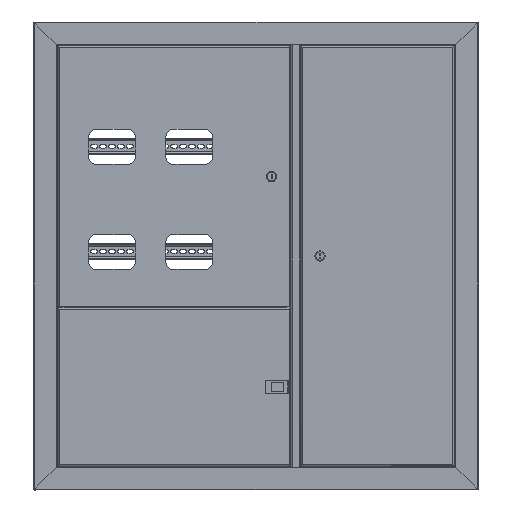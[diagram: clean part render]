
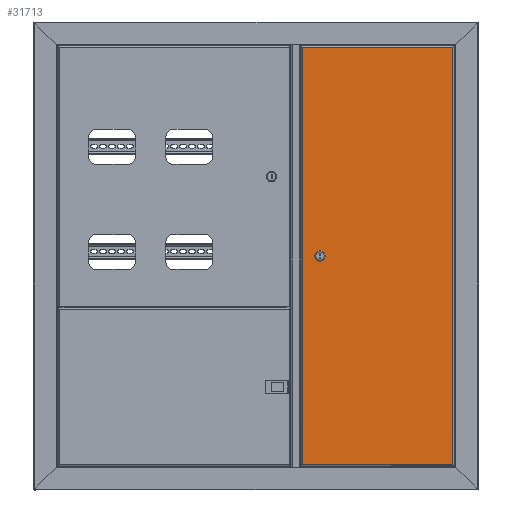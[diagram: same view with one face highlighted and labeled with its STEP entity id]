
A CAD part, top view. The second image highlights one B-rep face of the part: STEP entity #31713.
In plain terms, the highlighted planar face has unit normal (0, 0, 1).
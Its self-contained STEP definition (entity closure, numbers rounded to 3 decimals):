
#78 = VECTOR ( 'NONE', #3505, 1000. ) ;
#821 = EDGE_CURVE ( 'NONE', #17166, #46166, #46704, .T. ) ;
#1609 = CARTESIAN_POINT ( 'NONE',  ( 444.551, 31.5, 0. ) ) ;
#1625 = VERTEX_POINT ( 'NONE', #39359 ) ;
#3000 = CARTESIAN_POINT ( 'NONE',  ( 1.7, 324.293, 0. ) ) ;
#3251 = DIRECTION ( 'NONE',  ( 0., 0., 1. ) ) ;
#3370 = CARTESIAN_POINT ( 'NONE',  ( 448.2, 40., 0. ) ) ;
#3505 = DIRECTION ( 'NONE',  ( -1., 0., 0. ) ) ;
#3909 = CARTESIAN_POINT ( 'NONE',  ( 894.7, 1.7, 0. ) ) ;
#4059 = VERTEX_POINT ( 'NONE', #1609 ) ;
#4102 = FACE_BOUND ( 'NONE', #29907, .T. ) ;
#5486 = CARTESIAN_POINT ( 'NONE',  ( 448.2, 40., 0. ) ) ;
#5700 = VECTOR ( 'NONE', #7619, 1000. ) ;
#7294 = ORIENTED_EDGE ( 'NONE', *, *, #12346, .F. ) ;
#7619 = DIRECTION ( 'NONE',  ( 1., 0., 0. ) ) ;
#9394 = LINE ( 'NONE', #42787, #46410 ) ;
#10260 = AXIS2_PLACEMENT_3D ( 'NONE', #5486, #47646, #19182 ) ;
#10919 = EDGE_CURVE ( 'NONE', #22492, #41399, #13521, .T. ) ;
#11515 = PLANE ( 'NONE',  #48527 ) ;
#11718 = CARTESIAN_POINT ( 'NONE',  ( 451.849, 31.5, 0. ) ) ;
#12346 = EDGE_CURVE ( 'NONE', #39052, #4059, #33927, .T. ) ;
#12729 = CARTESIAN_POINT ( 'NONE',  ( 1.7, 324., 0. ) ) ;
#13521 = LINE ( 'NONE', #34382, #43352 ) ;
#14028 = ORIENTED_EDGE ( 'NONE', *, *, #10919, .T. ) ;
#15743 = CARTESIAN_POINT ( 'NONE',  ( 1.7, 1.7, 0. ) ) ;
#16202 = DIRECTION ( 'NONE',  ( 1., 0., 0. ) ) ;
#16258 = EDGE_CURVE ( 'NONE', #4059, #20663, #48979, .T. ) ;
#16365 = LINE ( 'NONE', #16629, #78 ) ;
#16629 = CARTESIAN_POINT ( 'NONE',  ( 894.993, 324., 0. ) ) ;
#17166 = VERTEX_POINT ( 'NONE', #33959 ) ;
#19182 = DIRECTION ( 'NONE',  ( 1., 0., 0. ) ) ;
#19292 = AXIS2_PLACEMENT_3D ( 'NONE', #3370, #37565, #16202 ) ;
#19711 = LINE ( 'NONE', #3000, #33719 ) ;
#20663 = VERTEX_POINT ( 'NONE', #36687 ) ;
#22390 = ORIENTED_EDGE ( 'NONE', *, *, #16258, .F. ) ;
#22397 = ORIENTED_EDGE ( 'NONE', *, *, #48597, .F. ) ;
#22492 = VERTEX_POINT ( 'NONE', #15743 ) ;
#23141 = AXIS2_PLACEMENT_3D ( 'NONE', #40758, #3251, #45671 ) ;
#24150 = DIRECTION ( 'NONE',  ( 0., 0., -1. ) ) ;
#24220 = CARTESIAN_POINT ( 'NONE',  ( 451.849, 48.5, 0. ) ) ;
#24389 = EDGE_CURVE ( 'NONE', #1625, #50452, #16365, .T. ) ;
#29374 = ORIENTED_EDGE ( 'NONE', *, *, #32264, .T. ) ;
#29907 = EDGE_LOOP ( 'NONE', ( #22397, #47611, #41837, #22390, #7294 ) ) ;
#30624 = CIRCLE ( 'NONE', #19292, 9.25 ) ;
#31260 = ORIENTED_EDGE ( 'NONE', *, *, #24389, .T. ) ;
#31423 = EDGE_LOOP ( 'NONE', ( #14028, #38028, #31260, #29374 ) ) ;
#31713 = ADVANCED_FACE ( 'NONE', ( #4102, #49600 ), #11515, .F. ) ;
#32264 = EDGE_CURVE ( 'NONE', #50452, #22492, #19711, .T. ) ;
#33719 = VECTOR ( 'NONE', #35896, 1000. ) ;
#33927 = CIRCLE ( 'NONE', #10260, 9.25 ) ;
#33958 = VECTOR ( 'NONE', #49896, 1000. ) ;
#33959 = CARTESIAN_POINT ( 'NONE',  ( 457.45, 40., 0. ) ) ;
#34382 = CARTESIAN_POINT ( 'NONE',  ( 1.7, 1.7, 0. ) ) ;
#34751 = EDGE_CURVE ( 'NONE', #20663, #17166, #30624, .T. ) ;
#35896 = DIRECTION ( 'NONE',  ( 0., -1., 0. ) ) ;
#36687 = CARTESIAN_POINT ( 'NONE',  ( 451.849, 31.5, 0. ) ) ;
#37565 = DIRECTION ( 'NONE',  ( 0., 0., 1. ) ) ;
#38028 = ORIENTED_EDGE ( 'NONE', *, *, #52087, .T. ) ;
#38987 = DIRECTION ( 'NONE',  ( 1., 0., 0. ) ) ;
#39052 = VERTEX_POINT ( 'NONE', #44718 ) ;
#39359 = CARTESIAN_POINT ( 'NONE',  ( 894.7, 324., 0. ) ) ;
#40758 = CARTESIAN_POINT ( 'NONE',  ( 448.2, 40., 0. ) ) ;
#41399 = VERTEX_POINT ( 'NONE', #3909 ) ;
#41650 = CARTESIAN_POINT ( 'NONE',  ( 451.849, 48.5, 0. ) ) ;
#41837 = ORIENTED_EDGE ( 'NONE', *, *, #34751, .F. ) ;
#42787 = CARTESIAN_POINT ( 'NONE',  ( 894.7, 0., 0. ) ) ;
#43305 = DIRECTION ( 'NONE',  ( 0., 1., 0. ) ) ;
#43352 = VECTOR ( 'NONE', #38987, 1000. ) ;
#44718 = CARTESIAN_POINT ( 'NONE',  ( 444.551, 48.5, 0. ) ) ;
#45671 = DIRECTION ( 'NONE',  ( 1., 0., 0. ) ) ;
#46166 = VERTEX_POINT ( 'NONE', #24220 ) ;
#46410 = VECTOR ( 'NONE', #43305, 1000. ) ;
#46704 = CIRCLE ( 'NONE', #23141, 9.25 ) ;
#47611 = ORIENTED_EDGE ( 'NONE', *, *, #821, .F. ) ;
#47646 = DIRECTION ( 'NONE',  ( 0., 0., 1. ) ) ;
#48527 = AXIS2_PLACEMENT_3D ( 'NONE', #53676, #24150, #49051 ) ;
#48597 = EDGE_CURVE ( 'NONE', #46166, #39052, #50153, .T. ) ;
#48979 = LINE ( 'NONE', #11718, #5700 ) ;
#49051 = DIRECTION ( 'NONE',  ( -1., 0., 0. ) ) ;
#49600 = FACE_OUTER_BOUND ( 'NONE', #31423, .T. ) ;
#49896 = DIRECTION ( 'NONE',  ( -1., 0., 0. ) ) ;
#50153 = LINE ( 'NONE', #41650, #33958 ) ;
#50452 = VERTEX_POINT ( 'NONE', #12729 ) ;
#52087 = EDGE_CURVE ( 'NONE', #41399, #1625, #9394, .T. ) ;
#53676 = CARTESIAN_POINT ( 'NONE',  ( 0., 325.7, 0. ) ) ;
